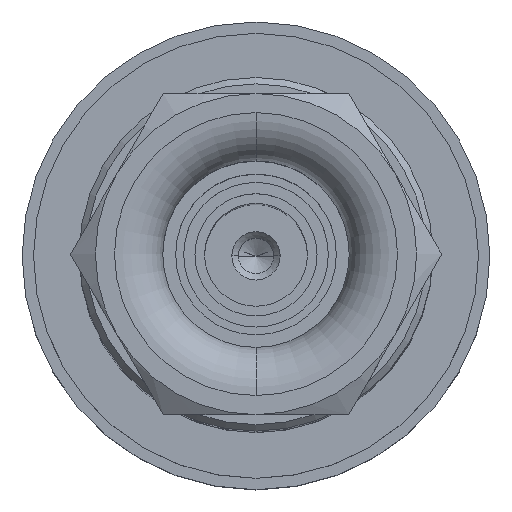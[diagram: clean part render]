
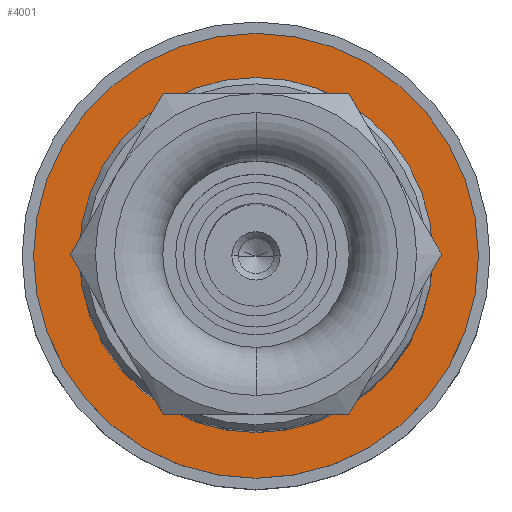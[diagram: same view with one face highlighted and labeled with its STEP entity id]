
A CAD part, top view. The second image highlights one B-rep face of the part: STEP entity #4001.
In plain terms, the highlighted planar face has unit normal (0, 0, 1).
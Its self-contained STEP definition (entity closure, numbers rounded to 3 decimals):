
#681=CARTESIAN_POINT('',(0.,0.,1.97));
#682=DIRECTION('',(0.,0.,1.));
#683=DIRECTION('',(1.,0.,0.));
#684=AXIS2_PLACEMENT_3D('',#681,#682,#683);
#707=CARTESIAN_POINT('',(0.,0.,1.97));
#708=DIRECTION('',(0.,0.,-1.));
#709=DIRECTION('',(-1.,0.,0.));
#710=AXIS2_PLACEMENT_3D('',#707,#708,#709);
#712=CARTESIAN_POINT('',(0.,0.,1.97));
#713=DIRECTION('',(0.,0.,1.));
#714=DIRECTION('',(-1.,0.,0.));
#715=AXIS2_PLACEMENT_3D('',#712,#713,#714);
#2726=CARTESIAN_POINT('',(0.,0.,1.97));
#2727=DIRECTION('',(0.,0.,1.));
#2728=DIRECTION('',(-1.,0.,0.));
#2729=AXIS2_PLACEMENT_3D('',#2726,#2727,#2728);
#3118=CARTESIAN_POINT('',(-6.92,0.,1.97));
#3120=VERTEX_POINT('',#3118);
#3134=CARTESIAN_POINT('',(6.92,0.,1.97));
#3136=VERTEX_POINT('',#3134);
#3248=CARTESIAN_POINT('',(-5.49,0.,1.97));
#3249=CARTESIAN_POINT('',(5.49,0.,1.97));
#3250=VERTEX_POINT('',#3248);
#3251=VERTEX_POINT('',#3249);
#3985=CARTESIAN_POINT('',(0.,0.,1.97));
#3986=DIRECTION('',(0.,0.,1.));
#3987=DIRECTION('',(1.,0.,0.));
#3988=AXIS2_PLACEMENT_3D('',#3985,#3986,#3987);
#3989=PLANE('',#3988);
#3991=ORIENTED_EDGE('',*,*,#3990,.T.);
#3993=ORIENTED_EDGE('',*,*,#3992,.F.);
#3994=EDGE_LOOP('',(#3991,#3993));
#3995=FACE_OUTER_BOUND('',#3994,.F.);
#3997=ORIENTED_EDGE('',*,*,#3996,.T.);
#3998=ORIENTED_EDGE('',*,*,#3975,.T.);
#3999=EDGE_LOOP('',(#3997,#3998));
#4000=FACE_BOUND('',#3999,.F.);
#4001=ADVANCED_FACE('',(#3995,#4000),#3989,.T.);
#685=CIRCLE('',#684,5.49);
#711=CIRCLE('',#710,6.92);
#716=CIRCLE('',#715,6.92);
#2730=CIRCLE('',#2729,5.49);
#3975=EDGE_CURVE('',#3251,#3250,#685,.T.);
#3990=EDGE_CURVE('',#3120,#3136,#711,.T.);
#3992=EDGE_CURVE('',#3120,#3136,#716,.T.);
#3996=EDGE_CURVE('',#3250,#3251,#2730,.T.);
